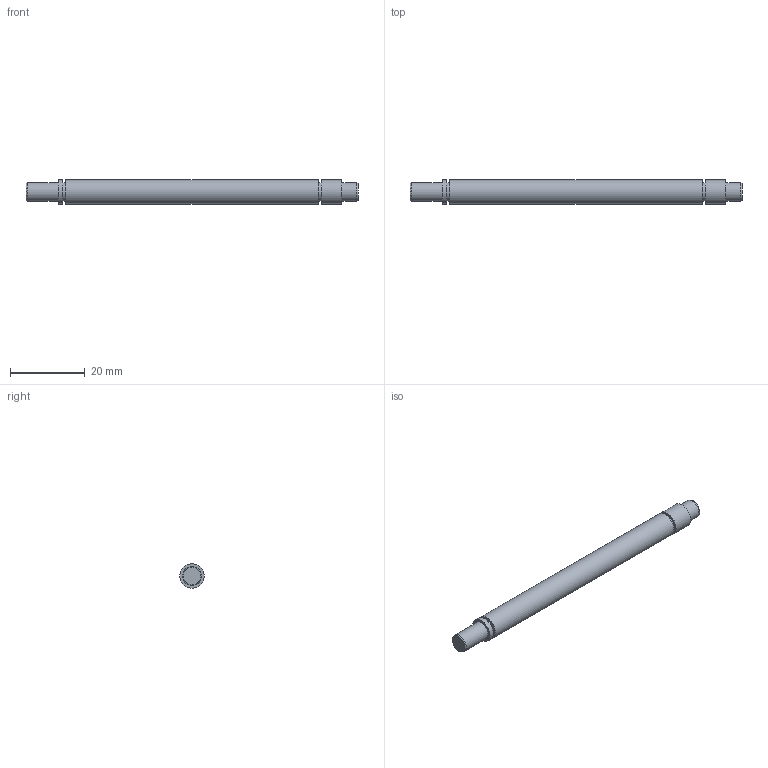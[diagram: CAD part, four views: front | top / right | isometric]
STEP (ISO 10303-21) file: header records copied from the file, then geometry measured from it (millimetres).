
FILE_DESCRIPTION(/* description */ (''),/* implementation_level */ '2;1');
FILE_NAME(/* name */ '24B_Dribblingwelle.ipt.step',/* time_stamp */ '2020-09-08T15:37:26+02:00',/* author */ ('rYan'),/* organization */ (''),/* preprocessor_version */ 'ST-DEVELOPER v17.2',/* originating_system */ 'Autodesk Inventor 2019',/* authorisation */ '');
FILE_SCHEMA (('AUTOMOTIVE_DESIGN { 1 0 10303 214 3 1 1 }'));
Length unit declared in the file: millimetre
Products named in the file (1): Dribblingwelle
Bounding box: 88.6 x 6.5 x 6.5 mm (x, y, z)
Volume: 2742.9 mm3; surface area: 1858.3 mm2
Topology: 1 solids, 1 shells, 17 faces, 39 edges, 30 vertices
Faces by surface type: plane 8, cylinder 7, cone 2
Full cylindrical faces by diameter (mm): 5 x4, 6.5 x3
Entity records: 554 total; most frequent: DIRECTION 105, CARTESIAN_POINT 87, ORIENTED_EDGE 78, AXIS2_PLACEMENT_3D 48, EDGE_CURVE 39, CIRCLE 30, VERTEX_POINT 30, EDGE_LOOP 23
